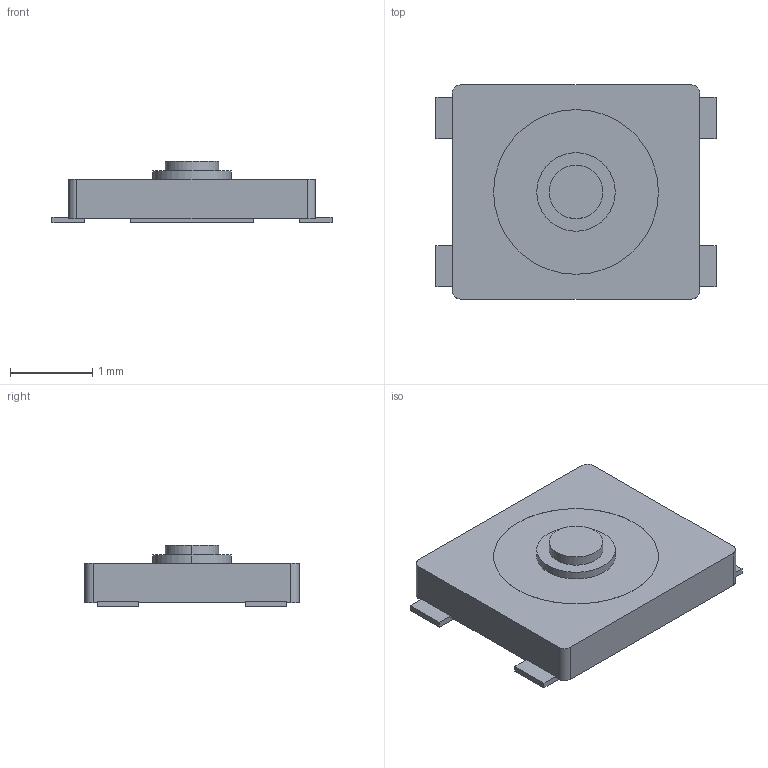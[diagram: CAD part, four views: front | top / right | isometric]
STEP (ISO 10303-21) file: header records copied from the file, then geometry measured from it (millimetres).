
FILE_DESCRIPTION (( 'STEP AP214' ), '1' );
FILE_NAME ('PANASONIC_EVPAF7B70.STEP', '2021-03-22T13:30:38', ( '' ), ( '' ), 'SwSTEP 2.0', 'SolidWorks 2020', '' );
FILE_SCHEMA (( 'AUTOMOTIVE_DESIGN' ));
Length unit declared in the file: millimetre
Products named in the file (1): PANASONIC_EVPAF7B70
Bounding box: 3.4 x 2.6 x 0.75 mm (x, y, z)
Volume: 3.9 mm3; surface area: 22.8 mm2
Topology: 1 solids, 1 shells, 52 faces, 138 edges, 92 vertices
Faces by surface type: plane 42, cylinder 10
Entity records: 2186 total; most frequent: CARTESIAN_POINT 283, ORIENTED_EDGE 276, DIRECTION 264, EDGE_CURVE 138, VECTOR 118, LINE 118, VERTEX_POINT 92, AXIS2_PLACEMENT_3D 73
